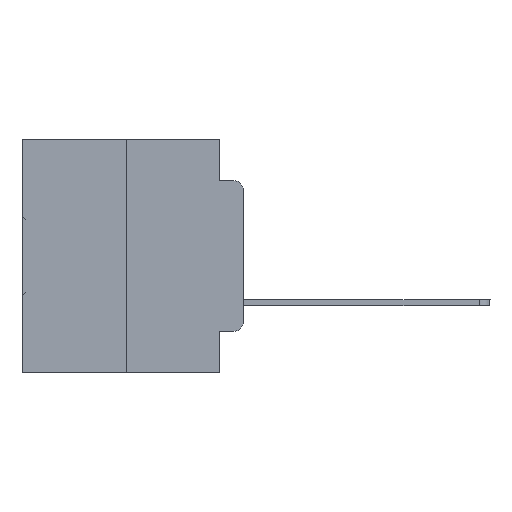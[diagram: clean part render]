
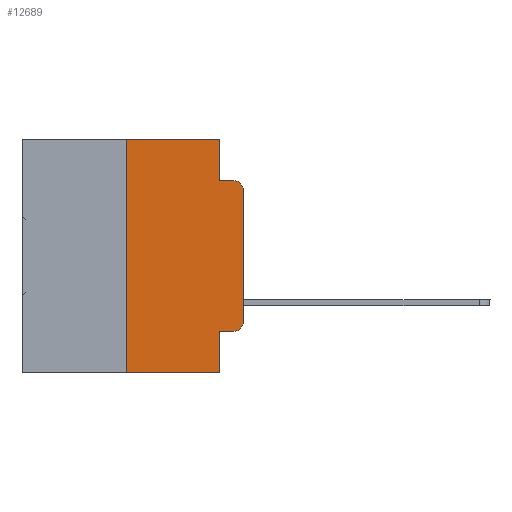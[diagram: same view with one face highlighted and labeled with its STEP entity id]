
A CAD part, left-side view. The second image highlights one B-rep face of the part: STEP entity #12689.
In plain terms, the highlighted planar face has unit normal (-1, 0, 0).
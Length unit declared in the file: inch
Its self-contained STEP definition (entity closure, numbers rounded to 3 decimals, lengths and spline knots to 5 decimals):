
#1658 = CARTESIAN_POINT ( 'NONE',  ( 0., 0., 0. ) ) ;
#1816 = CARTESIAN_POINT ( 'NONE',  ( 0., 0.473, 0. ) ) ;
#3018 = CARTESIAN_POINT ( 'NONE',  ( 0., 0.051, -0.0885 ) ) ;
#3693 = CARTESIAN_POINT ( 'NONE',  ( 0., 0.051, 0. ) ) ;
#4308 = CARTESIAN_POINT ( 'NONE',  ( 0., 0.25, 0. ) ) ;
#4433 = VECTOR ( 'NONE', #10920, 39.37008 ) ;
#4678 = DIRECTION ( 'NONE',  ( 0., 0., 1. ) ) ;
#4940 = EDGE_CURVE ( 'NONE', #24767, #21537, #14589, .T. ) ;
#5201 = LINE ( 'NONE', #15000, #20830 ) ;
#5516 = VERTEX_POINT ( 'NONE', #7535 ) ;
#5585 = ORIENTED_EDGE ( 'NONE', *, *, #4940, .T. ) ;
#5722 = DIRECTION ( 'NONE',  ( 0., 0., -1. ) ) ;
#5901 = ORIENTED_EDGE ( 'NONE', *, *, #14613, .F. ) ;
#6175 = ORIENTED_EDGE ( 'NONE', *, *, #26225, .F. ) ;
#6472 = VECTOR ( 'NONE', #31620, 39.37008 ) ;
#7460 = CARTESIAN_POINT ( 'NONE',  ( 0., 0., -0.3915 ) ) ;
#7535 = CARTESIAN_POINT ( 'NONE',  ( 0., 0.02, -0.0885 ) ) ;
#7543 = ORIENTED_EDGE ( 'NONE', *, *, #27367, .T. ) ;
#7618 = LINE ( 'NONE', #29756, #22501 ) ;
#8186 = CARTESIAN_POINT ( 'NONE',  ( 0., 0.02, -0.1085 ) ) ;
#8624 = ORIENTED_EDGE ( 'NONE', *, *, #10269, .T. ) ;
#8856 = VERTEX_POINT ( 'NONE', #17840 ) ;
#9467 = ORIENTED_EDGE ( 'NONE', *, *, #24116, .F. ) ;
#9762 = DIRECTION ( 'NONE',  ( 0., -1., 0. ) ) ;
#10156 = DIRECTION ( 'NONE',  ( 0., -1., 0. ) ) ;
#10269 = EDGE_CURVE ( 'NONE', #21507, #5516, #25680, .T. ) ;
#10867 = CARTESIAN_POINT ( 'NONE',  ( 0., 0.051, -0.4115 ) ) ;
#10920 = DIRECTION ( 'NONE',  ( 0., 0., -1. ) ) ;
#10975 = EDGE_CURVE ( 'NONE', #21537, #18723, #19016, .T. ) ;
#11081 = EDGE_CURVE ( 'NONE', #18723, #21507, #15835, .T. ) ;
#11570 = DIRECTION ( 'NONE',  ( 0., -1., 0. ) ) ;
#12689 = ADVANCED_FACE ( 'NONE', ( #31418 ), #19598, .F. ) ;
#14058 = CARTESIAN_POINT ( 'NONE',  ( 0., 0.02, -0.3915 ) ) ;
#14589 = LINE ( 'NONE', #10867, #16162 ) ;
#14613 = EDGE_CURVE ( 'NONE', #32149, #8856, #16083, .T. ) ;
#14807 = CARTESIAN_POINT ( 'NONE',  ( 0., 0.051, -0.4115 ) ) ;
#15000 = CARTESIAN_POINT ( 'NONE',  ( 0., 0.473, -0.5 ) ) ;
#15249 = VERTEX_POINT ( 'NONE', #26578 ) ;
#15383 = VECTOR ( 'NONE', #11570, 39.37008 ) ;
#15628 = DIRECTION ( 'NONE',  ( 0., 0., -1. ) ) ;
#15835 = LINE ( 'NONE', #1658, #6472 ) ;
#15997 = AXIS2_PLACEMENT_3D ( 'NONE', #8186, #18282, #15628 ) ;
#16083 = LINE ( 'NONE', #25896, #4433 ) ;
#16162 = VECTOR ( 'NONE', #28593, 39.37008 ) ;
#16602 = DIRECTION ( 'NONE',  ( 0., 0., -1. ) ) ;
#16990 = ORIENTED_EDGE ( 'NONE', *, *, #30220, .F. ) ;
#17492 = AXIS2_PLACEMENT_3D ( 'NONE', #14058, #31543, #16602 ) ;
#17840 = CARTESIAN_POINT ( 'NONE',  ( 0., 0.051, -0.0885 ) ) ;
#18230 = CARTESIAN_POINT ( 'NONE',  ( 0., 0.02, -0.4115 ) ) ;
#18282 = DIRECTION ( 'NONE',  ( -1., 0., 0. ) ) ;
#18723 = VERTEX_POINT ( 'NONE', #7460 ) ;
#19016 = CIRCLE ( 'NONE', #17492, 0.02 ) ;
#19136 = VECTOR ( 'NONE', #10156, 39.37008 ) ;
#19598 = PLANE ( 'NONE',  #20633 ) ;
#19638 = ORIENTED_EDGE ( 'NONE', *, *, #11081, .T. ) ;
#19895 = ORIENTED_EDGE ( 'NONE', *, *, #20449, .F. ) ;
#20449 = EDGE_CURVE ( 'NONE', #8856, #5516, #24207, .T. ) ;
#20633 = AXIS2_PLACEMENT_3D ( 'NONE', #29741, #26907, #22107 ) ;
#20830 = VECTOR ( 'NONE', #9762, 39.37008 ) ;
#21371 = ORIENTED_EDGE ( 'NONE', *, *, #10975, .T. ) ;
#21507 = VERTEX_POINT ( 'NONE', #27194 ) ;
#21537 = VERTEX_POINT ( 'NONE', #18230 ) ;
#22072 = LINE ( 'NONE', #1816, #15383 ) ;
#22107 = DIRECTION ( 'NONE',  ( 0., 0., -1. ) ) ;
#22414 = VERTEX_POINT ( 'NONE', #4308 ) ;
#22501 = VECTOR ( 'NONE', #4678, 39.37008 ) ;
#22754 = CARTESIAN_POINT ( 'NONE',  ( 0., 0.051, 0. ) ) ;
#23875 = EDGE_LOOP ( 'NONE', ( #19638, #8624, #19895, #5901, #9467, #6175, #7543, #16990, #5585, #21371 ) ) ;
#24116 = EDGE_CURVE ( 'NONE', #22414, #32149, #22072, .T. ) ;
#24207 = LINE ( 'NONE', #3018, #19136 ) ;
#24426 = CARTESIAN_POINT ( 'NONE',  ( 0., 0.25, -0.5 ) ) ;
#24767 = VERTEX_POINT ( 'NONE', #14807 ) ;
#24989 = VECTOR ( 'NONE', #5722, 39.37008 ) ;
#25680 = CIRCLE ( 'NONE', #15997, 0.02 ) ;
#25896 = CARTESIAN_POINT ( 'NONE',  ( 0., 0.051, 0. ) ) ;
#26225 = EDGE_CURVE ( 'NONE', #32126, #22414, #7618, .T. ) ;
#26578 = CARTESIAN_POINT ( 'NONE',  ( 0., 0.051, -0.5 ) ) ;
#26907 = DIRECTION ( 'NONE',  ( 1., 0., 0. ) ) ;
#26940 = LINE ( 'NONE', #22754, #24989 ) ;
#27194 = CARTESIAN_POINT ( 'NONE',  ( 0., 0., -0.1085 ) ) ;
#27367 = EDGE_CURVE ( 'NONE', #32126, #15249, #5201, .T. ) ;
#28593 = DIRECTION ( 'NONE',  ( 0., -1., 0. ) ) ;
#29741 = CARTESIAN_POINT ( 'NONE',  ( 0., 0.473, 0. ) ) ;
#29756 = CARTESIAN_POINT ( 'NONE',  ( 0., 0.25, 0. ) ) ;
#30220 = EDGE_CURVE ( 'NONE', #24767, #15249, #26940, .T. ) ;
#31418 = FACE_OUTER_BOUND ( 'NONE', #23875, .T. ) ;
#31543 = DIRECTION ( 'NONE',  ( -1., 0., 0. ) ) ;
#31620 = DIRECTION ( 'NONE',  ( 0., 0., 1. ) ) ;
#32126 = VERTEX_POINT ( 'NONE', #24426 ) ;
#32149 = VERTEX_POINT ( 'NONE', #3693 ) ;
